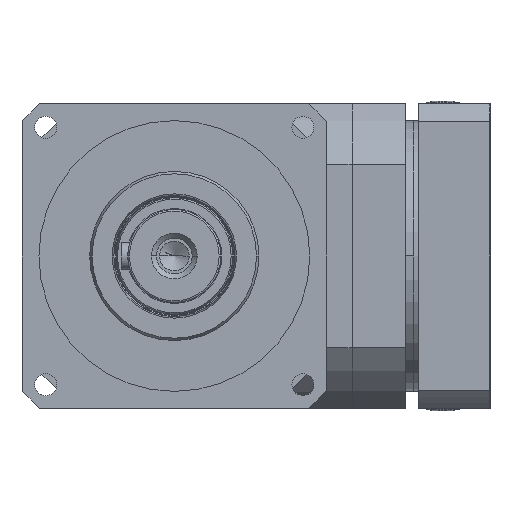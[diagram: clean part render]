
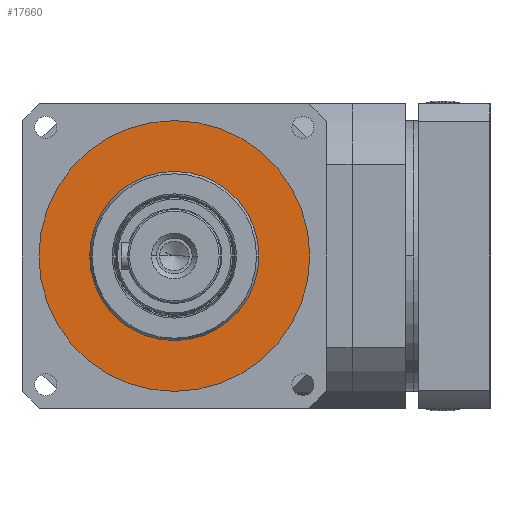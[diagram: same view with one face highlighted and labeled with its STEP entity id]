
A CAD part, left-side view. The second image highlights one B-rep face of the part: STEP entity #17660.
In plain terms, the highlighted planar face has unit normal (-1, 0, 0).
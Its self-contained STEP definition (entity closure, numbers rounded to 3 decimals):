
#111 = DIRECTION ( 'NONE',  ( 0., 0., -1. ) ) ;
#231 = DIRECTION ( 'NONE',  ( -1., 0., 0. ) ) ;
#290 = CARTESIAN_POINT ( 'NONE',  ( -108., 0., 0. ) ) ;
#414 = DIRECTION ( 'NONE',  ( 0., 0., -1. ) ) ;
#1088 = DIRECTION ( 'NONE',  ( -1., 0., 0. ) ) ;
#1117 = FACE_BOUND ( 'NONE', #16612, .T. ) ;
#1877 = CARTESIAN_POINT ( 'NONE',  ( -108., 0., -50. ) ) ;
#2122 = VERTEX_POINT ( 'NONE', #6889 ) ;
#2677 = CARTESIAN_POINT ( 'NONE',  ( -108., 0., 80. ) ) ;
#2774 = CARTESIAN_POINT ( 'NONE',  ( -108., 0., 50. ) ) ;
#3340 = CIRCLE ( 'NONE', #11302, 80. ) ;
#4139 = EDGE_CURVE ( 'NONE', #4781, #2122, #3340, .T. ) ;
#4493 = FACE_OUTER_BOUND ( 'NONE', #9371, .T. ) ;
#4709 = EDGE_CURVE ( 'NONE', #14771, #10653, #5557, .T. ) ;
#4781 = VERTEX_POINT ( 'NONE', #2677 ) ;
#5494 = CARTESIAN_POINT ( 'NONE',  ( -108., 0., 0. ) ) ;
#5557 = CIRCLE ( 'NONE', #13436, 50. ) ;
#6787 = DIRECTION ( 'NONE',  ( -1., 0., 0. ) ) ;
#6889 = CARTESIAN_POINT ( 'NONE',  ( -108., 0., -80. ) ) ;
#6915 = DIRECTION ( 'NONE',  ( 0., 0., -1. ) ) ;
#7918 = AXIS2_PLACEMENT_3D ( 'NONE', #5494, #15398, #6915 ) ;
#8075 = CIRCLE ( 'NONE', #13173, 80. ) ;
#8639 = ORIENTED_EDGE ( 'NONE', *, *, #13259, .T. ) ;
#8947 = DIRECTION ( 'NONE',  ( -1., 0., 0. ) ) ;
#9015 = AXIS2_PLACEMENT_3D ( 'NONE', #12434, #8947, #414 ) ;
#9371 = EDGE_LOOP ( 'NONE', ( #8639, #10435 ) ) ;
#9498 = ORIENTED_EDGE ( 'NONE', *, *, #18351, .F. ) ;
#9604 = CARTESIAN_POINT ( 'NONE',  ( -108., 0., 0. ) ) ;
#10435 = ORIENTED_EDGE ( 'NONE', *, *, #4139, .T. ) ;
#10653 = VERTEX_POINT ( 'NONE', #2774 ) ;
#11025 = DIRECTION ( 'NONE',  ( 0., 0., -1. ) ) ;
#11302 = AXIS2_PLACEMENT_3D ( 'NONE', #290, #231, #111 ) ;
#12434 = CARTESIAN_POINT ( 'NONE',  ( -108., 0., -80. ) ) ;
#12655 = CIRCLE ( 'NONE', #7918, 50. ) ;
#13173 = AXIS2_PLACEMENT_3D ( 'NONE', #15251, #6787, #16656 ) ;
#13259 = EDGE_CURVE ( 'NONE', #2122, #4781, #8075, .T. ) ;
#13436 = AXIS2_PLACEMENT_3D ( 'NONE', #9604, #1088, #11025 ) ;
#13706 = ORIENTED_EDGE ( 'NONE', *, *, #4709, .F. ) ;
#14771 = VERTEX_POINT ( 'NONE', #1877 ) ;
#15251 = CARTESIAN_POINT ( 'NONE',  ( -108., 0., 0. ) ) ;
#15398 = DIRECTION ( 'NONE',  ( -1., 0., 0. ) ) ;
#16612 = EDGE_LOOP ( 'NONE', ( #13706, #9498 ) ) ;
#16656 = DIRECTION ( 'NONE',  ( 0., 0., -1. ) ) ;
#17660 = ADVANCED_FACE ( 'NONE', ( #4493, #1117 ), #18037, .T. ) ;
#18037 = PLANE ( 'NONE',  #9015 ) ;
#18351 = EDGE_CURVE ( 'NONE', #10653, #14771, #12655, .T. ) ;
